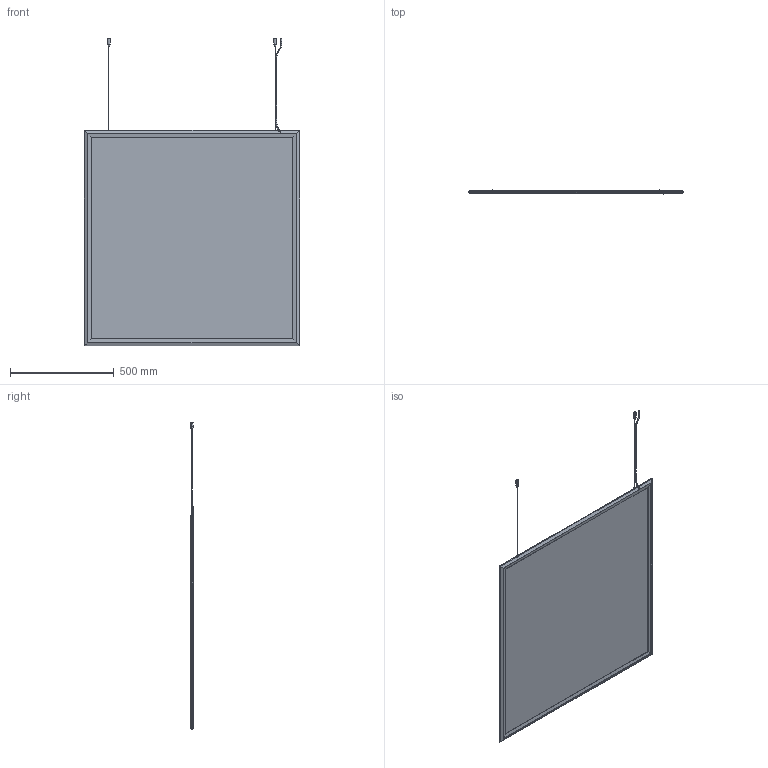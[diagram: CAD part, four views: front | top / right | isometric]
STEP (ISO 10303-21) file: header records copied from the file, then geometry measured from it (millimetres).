
FILE_DESCRIPTION(/* description */ (''),/* implementation_level */ '2;1');
FILE_NAME(/* name */ 'Discovery Square',/* time_stamp */ '2019-10-25T16:20:13+02:00',/* author */ (''),/* organization */ (''),/* preprocessor_version */ 'ST-DEVELOPER v15',/* originating_system */ '',/* authorisation */ '');
FILE_SCHEMA (('AUTOMOTIVE_DESIGN'));
Length unit declared in the file: millimetre
Products named in the file (2): Document; Blocco 01
Assembly tree (1 placements, depth 2):
  Document
    Blocco 01
Bounding box: 1037.04 x 19.17 x 1481.38 mm (x, y, z)
Volume: 3995260.2 mm3; surface area: 2359571.5 mm2
Topology: 7 solids, 12 shells, 313 faces, 794 edges, 486 vertices
Faces by surface type: bspline 225, plane 88
Entity records: 14267 total; most frequent: CARTESIAN_POINT 9705, ORIENTED_EDGE 1524, EDGE_CURVE 776, VERTEX_POINT 486, EDGE_LOOP 335, B_SPLINE_CURVE_WITH_KNOTS 326, ADVANCED_FACE 313, FACE_OUTER_BOUND 313
